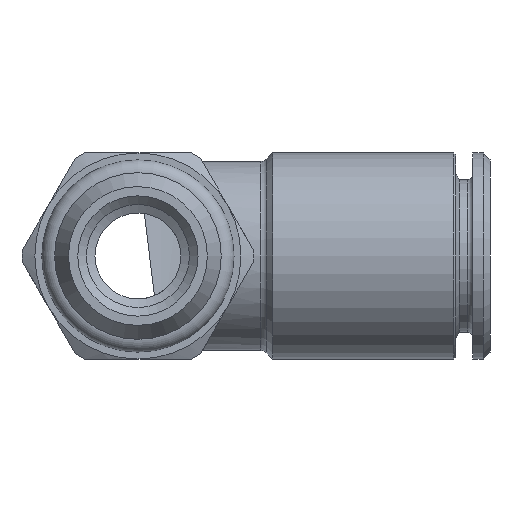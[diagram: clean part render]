
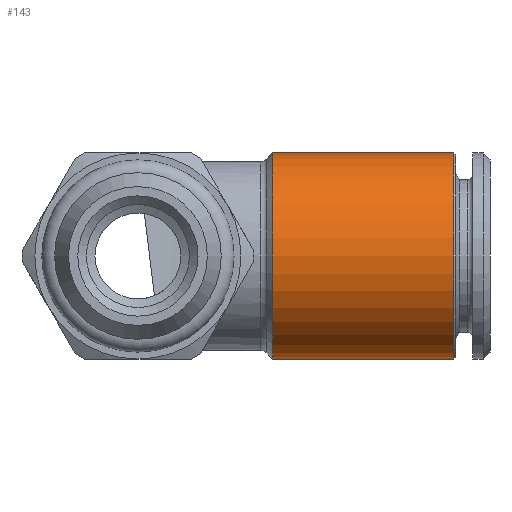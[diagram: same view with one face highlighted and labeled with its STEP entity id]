
A CAD part, front view. The second image highlights one B-rep face of the part: STEP entity #143.
In plain terms, the highlighted cylindrical face has radius 6 mm (diameter 12 mm), a full revolution.
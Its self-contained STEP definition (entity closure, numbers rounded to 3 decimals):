
#143 = ADVANCED_FACE( 'NONE', ( #232, #233 ), #234, .T. );
#232 = FACE_OUTER_BOUND( '', #427, .T. );
#233 = FACE_OUTER_BOUND( '', #428, .T. );
#234 = CYLINDRICAL_SURFACE( '', #429, 6. );
#427 = EDGE_LOOP( '', ( #846 ) );
#428 = EDGE_LOOP( '', ( #847 ) );
#429 = AXIS2_PLACEMENT_3D( '', #848, #849, #850 );
#846 = ORIENTED_EDGE( '', *, *, #1214, .T. );
#847 = ORIENTED_EDGE( '', *, *, #1228, .T. );
#848 = CARTESIAN_POINT( '', ( 0., 0., 0. ) );
#849 = DIRECTION( '', ( -1., 0., 0. ) );
#850 = DIRECTION( '', ( 0., 0., 1. ) );
#1214 = EDGE_CURVE( 'NONE', #1347, #1347, #1348, .T. );
#1228 = EDGE_CURVE( 'NONE', #1371, #1371, #1372, .T. );
#1347 = VERTEX_POINT( '', #1697 );
#1348 = CIRCLE( '', #1698, 6. );
#1371 = VERTEX_POINT( '', #1736 );
#1372 = CIRCLE( '', #1737, 6. );
#1697 = CARTESIAN_POINT( '', ( 18.4, 0., 6. ) );
#1698 = AXIS2_PLACEMENT_3D( '', #2140, #2141, #2142 );
#1736 = CARTESIAN_POINT( '', ( 7.854, 6., 0. ) );
#1737 = AXIS2_PLACEMENT_3D( '', #2171, #2172, #2173 );
#2140 = CARTESIAN_POINT( '', ( 18.4, 0., 0. ) );
#2141 = DIRECTION( '', ( -1., 0., 0. ) );
#2142 = DIRECTION( '', ( 0., 0., 1. ) );
#2171 = CARTESIAN_POINT( '', ( 7.854, 0., 0. ) );
#2172 = DIRECTION( '', ( 1., 0., 0. ) );
#2173 = DIRECTION( '', ( 0., 1., 0. ) );
